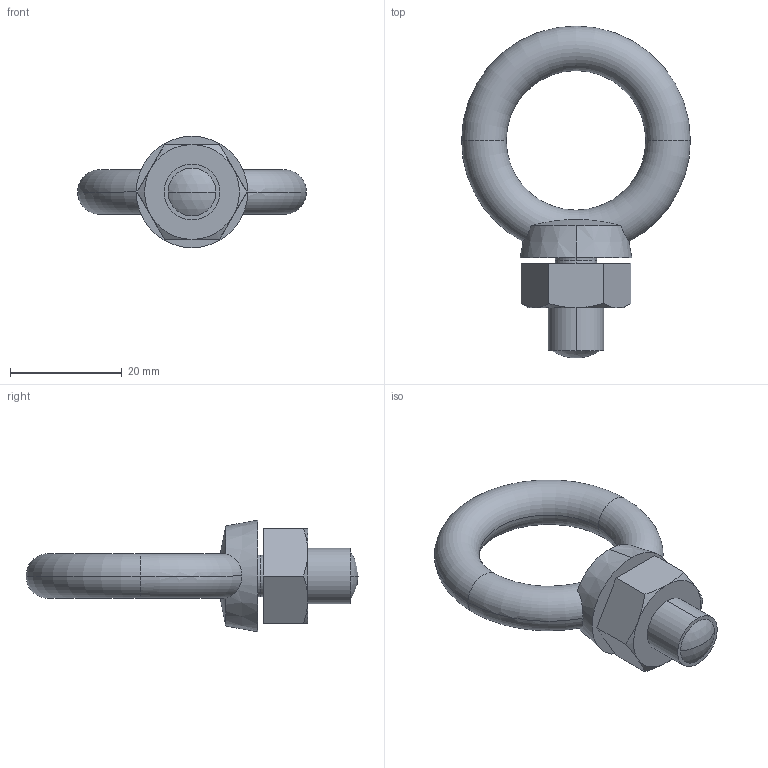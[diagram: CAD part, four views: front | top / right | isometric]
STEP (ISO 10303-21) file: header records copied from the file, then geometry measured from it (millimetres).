
FILE_DESCRIPTION (( 'STEP AP203' ), '1' );
FILE_NAME ('B-130-10.STEP', '2009-05-29T06:25:44', ( ' ' ), ( ' ' ), 'SwSTEP 2.0', 'SolidWorks 2007', '' );
FILE_SCHEMA (( 'CONFIG_CONTROL_DESIGN' ));
Length unit declared in the file: millimetre
Products named in the file (3): 六角ナットM10（1種）_JIS B 1181 Hexagon nut - Class 1 Finished M10 --N; B-1130-10_岞_棉太倌; B-130-10
Assembly tree (2 placements, depth 2):
  B-130-10
    B-1130-10_岞_棉太倌
    六角ナットM10（1種）_JIS B 1181 Hexagon nut - Class 1 Finished M10 --N
Bounding box: 41 x 59.5 x 20 mm (x, y, z)
Volume: 9162.1 mm3; surface area: 4696.6 mm2
Topology: 2 solids, 2 shells, 41 faces, 91 edges, 55 vertices
Faces by surface type: cone 12, plane 11, torus 8, cylinder 6, sphere 4
Entity records: 1589 total; most frequent: CARTESIAN_POINT 366, DIRECTION 214, ORIENTED_EDGE 182, AXIS2_PLACEMENT_3D 95, EDGE_CURVE 91, VERTEX_POINT 55, CIRCLE 49, EDGE_LOOP 46
